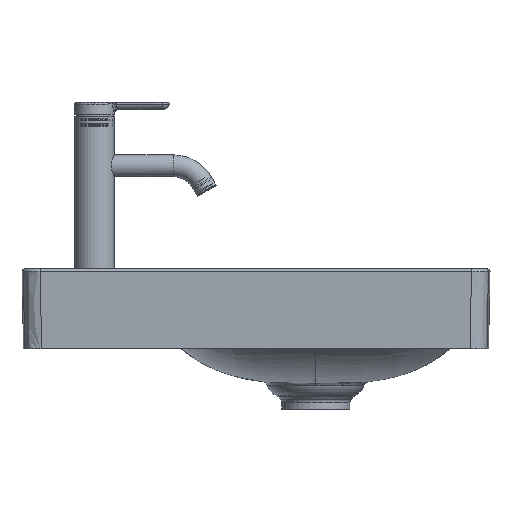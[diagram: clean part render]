
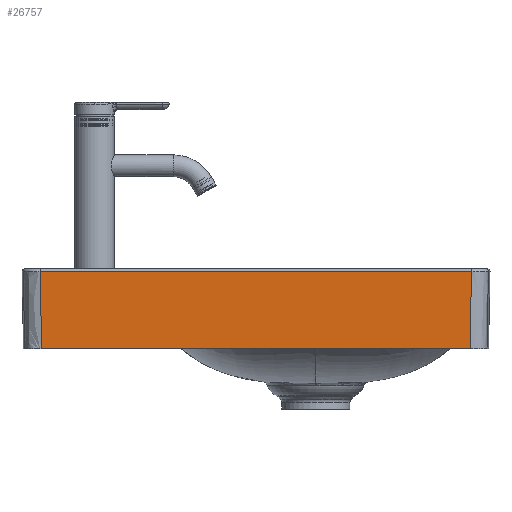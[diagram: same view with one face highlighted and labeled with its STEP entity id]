
A CAD part, front view. The second image highlights one B-rep face of the part: STEP entity #26757.
In plain terms, the highlighted planar face has unit normal (-0.001, -1, -0.019).
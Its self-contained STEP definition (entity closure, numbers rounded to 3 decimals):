
#25479=CARTESIAN_POINT('',(18.561,-299.95,-2.649));
#25480=VERTEX_POINT('',#25479);
#25519=CARTESIAN_POINT('',(451.618,-299.95,-2.649));
#25520=VERTEX_POINT('',#25519);
#25521=CARTESIAN_POINT('',(451.618,-299.95,-2.649));
#25522=DIRECTION('',(-1.0,0.,0.));
#25523=VECTOR('',#25522,433.057);
#25524=LINE('',#25521,#25523);
#25525=EDGE_CURVE('',#25480,#25520,#25524,.F.);
#26710=CARTESIAN_POINT('',(20.031,-298.5,-80.));
#26711=VERTEX_POINT('',#26710);
#26725=CARTESIAN_POINT('',(20.031,-298.5,-80.));
#26726=DIRECTION('',(-0.019,-0.019,1.));
#26727=VECTOR('',#26726,77.379);
#26728=LINE('',#26725,#26727);
#26729=EDGE_CURVE('',#25480,#26711,#26728,.F.);
#26734=CARTESIAN_POINT('',(0.0,-300.0,0.0));
#26735=DIRECTION('',(0.0,1.,0.019));
#26736=DIRECTION('',(0.0,-0.019,1.));
#26737=AXIS2_PLACEMENT_3D('',#26734,#26735,#26736);
#26738=PLANE('',#26737);
#26739=ORIENTED_EDGE('',*,*,#25525,.F.);
#26740=ORIENTED_EDGE('',*,*,#26729,.T.);
#26741=CARTESIAN_POINT('',(450.181,-298.5,-80.));
#26742=VERTEX_POINT('',#26741);
#26743=CARTESIAN_POINT('',(450.181,-298.5,-80.0));
#26744=DIRECTION('',(-1.0,0.0,0.0));
#26745=VECTOR('',#26744,430.151);
#26746=LINE('',#26743,#26745);
#26747=EDGE_CURVE('',#26742,#26711,#26746,.T.);
#26748=ORIENTED_EDGE('',*,*,#26747,.F.);
#26749=CARTESIAN_POINT('',(451.618,-299.95,-2.649));
#26750=DIRECTION('',(-0.019,0.019,-1.));
#26751=VECTOR('',#26750,77.378);
#26752=LINE('',#26749,#26751);
#26753=EDGE_CURVE('',#25520,#26742,#26752,.T.);
#26754=ORIENTED_EDGE('',*,*,#26753,.F.);
#26755=EDGE_LOOP('',(#26739,#26740,#26748,#26754));
#26756=FACE_OUTER_BOUND('',#26755,.T.);
#26757=ADVANCED_FACE('',(#26756),#26738,.F.);
